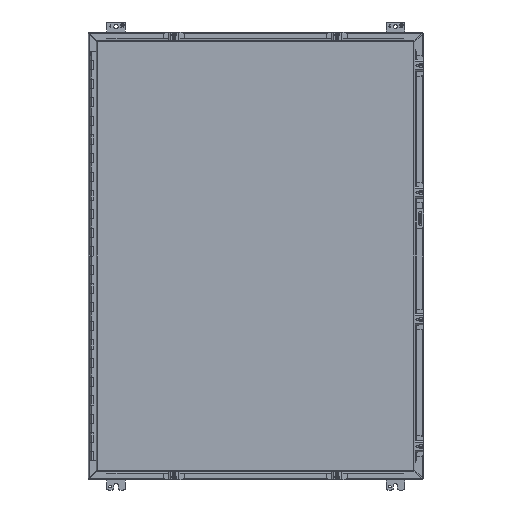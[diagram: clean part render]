
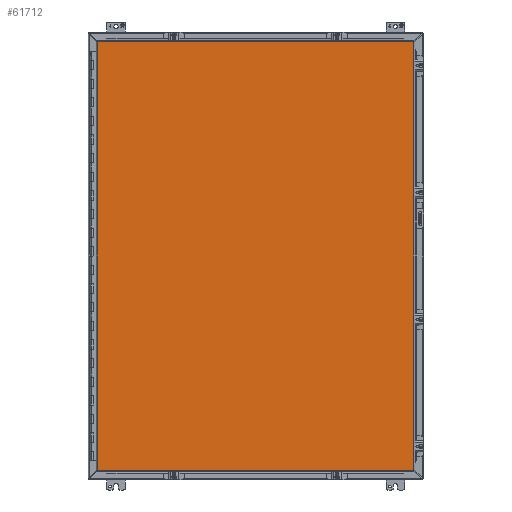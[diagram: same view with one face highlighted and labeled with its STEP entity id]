
A CAD part, front view. The second image highlights one B-rep face of the part: STEP entity #61712.
In plain terms, the highlighted planar face has unit normal (0, -1, 0).
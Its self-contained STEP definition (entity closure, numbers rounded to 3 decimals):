
#5830 = EDGE_CURVE ( 'NONE', #70774, #44696, #18736, .T. ) ;
#8508 = ORIENTED_EDGE ( 'NONE', *, *, #63970, .F. ) ;
#10796 = EDGE_LOOP ( 'NONE', ( #39972, #12896, #35546, #8508 ) ) ;
#11895 = VECTOR ( 'NONE', #52888, 39.37 ) ;
#12371 = LINE ( 'NONE', #42807, #39916 ) ;
#12419 = DIRECTION ( 'NONE',  ( 0., 0., -1. ) ) ;
#12896 = ORIENTED_EDGE ( 'NONE', *, *, #25490, .F. ) ;
#13801 = LINE ( 'NONE', #26248, #37057 ) ;
#14434 = CARTESIAN_POINT ( 'NONE',  ( -17.017, -9.21, -22.994 ) ) ;
#18736 = LINE ( 'NONE', #79272, #74951 ) ;
#19217 = PLANE ( 'NONE',  #61607 ) ;
#24367 = DIRECTION ( 'NONE',  ( 0., 0., -1. ) ) ;
#24461 = DIRECTION ( 'NONE',  ( 0., -1., 0. ) ) ;
#25490 = EDGE_CURVE ( 'NONE', #29234, #70774, #13801, .T. ) ;
#26248 = CARTESIAN_POINT ( 'NONE',  ( -17.017, -9.21, 22.994 ) ) ;
#29234 = VERTEX_POINT ( 'NONE', #56860 ) ;
#31642 = CARTESIAN_POINT ( 'NONE',  ( -17.017, -9.21, -22.994 ) ) ;
#32149 = CARTESIAN_POINT ( 'NONE',  ( 16.955, -9.21, -22.995 ) ) ;
#35546 = ORIENTED_EDGE ( 'NONE', *, *, #46399, .F. ) ;
#37057 = VECTOR ( 'NONE', #76294, 39.37 ) ;
#39916 = VECTOR ( 'NONE', #61655, 39.37 ) ;
#39972 = ORIENTED_EDGE ( 'NONE', *, *, #5830, .F. ) ;
#41300 = FACE_OUTER_BOUND ( 'NONE', #10796, .T. ) ;
#42807 = CARTESIAN_POINT ( 'NONE',  ( 16.955, -9.21, -22.994 ) ) ;
#44696 = VERTEX_POINT ( 'NONE', #32149 ) ;
#46399 = EDGE_CURVE ( 'NONE', #56312, #29234, #70504, .T. ) ;
#52888 = DIRECTION ( 'NONE',  ( 0., 0., 1. ) ) ;
#56312 = VERTEX_POINT ( 'NONE', #66417 ) ;
#56860 = CARTESIAN_POINT ( 'NONE',  ( -17.017, -9.21, 22.995 ) ) ;
#61607 = AXIS2_PLACEMENT_3D ( 'NONE', #31642, #24461, #12419 ) ;
#61651 = CARTESIAN_POINT ( 'NONE',  ( 16.955, -9.21, 22.994 ) ) ;
#61655 = DIRECTION ( 'NONE',  ( -1., 0., 0. ) ) ;
#61712 = ADVANCED_FACE ( 'NONE', ( #41300 ), #19217, .T. ) ;
#63970 = EDGE_CURVE ( 'NONE', #44696, #56312, #12371, .T. ) ;
#66417 = CARTESIAN_POINT ( 'NONE',  ( -17.017, -9.21, -22.995 ) ) ;
#70504 = LINE ( 'NONE', #14434, #11895 ) ;
#70774 = VERTEX_POINT ( 'NONE', #61651 ) ;
#74951 = VECTOR ( 'NONE', #24367, 39.37 ) ;
#76294 = DIRECTION ( 'NONE',  ( 1., 0., 0. ) ) ;
#79272 = CARTESIAN_POINT ( 'NONE',  ( 16.955, -9.21, 22.994 ) ) ;
